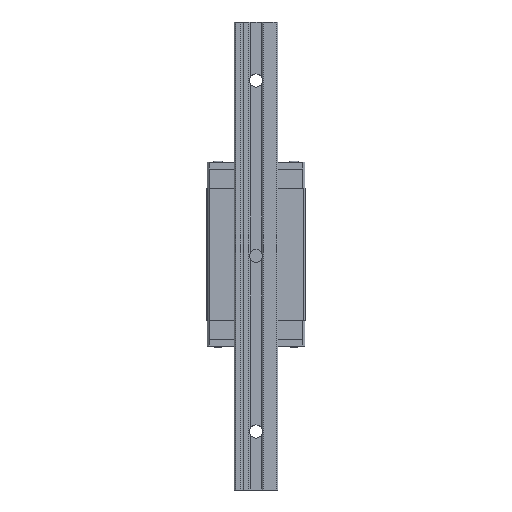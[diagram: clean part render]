
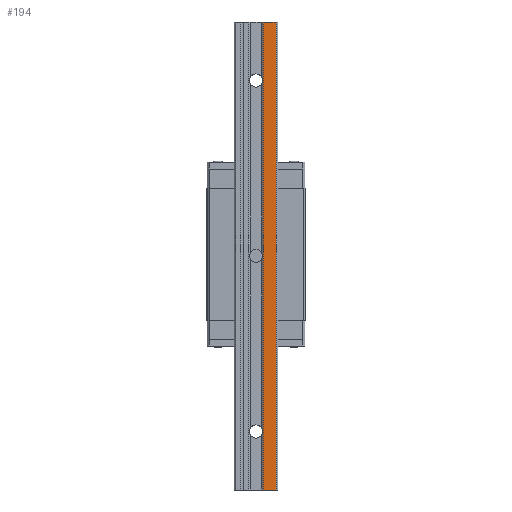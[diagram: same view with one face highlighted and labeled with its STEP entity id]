
A CAD part, front view. The second image highlights one B-rep face of the part: STEP entity #194.
In plain terms, the highlighted planar face has unit normal (0, -1, 0).
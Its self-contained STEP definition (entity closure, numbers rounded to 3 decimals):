
#19 = CARTESIAN_POINT ( 'NONE',  ( 10., 0., -160. ) ) ;
#194 = ADVANCED_FACE ( 'NONE', ( #4804 ), #1128, .T. ) ;
#250 = EDGE_LOOP ( 'NONE', ( #3255, #3127, #5338, #1773 ) ) ;
#762 = CARTESIAN_POINT ( 'NONE',  ( 14.4, 0., -160. ) ) ;
#794 = LINE ( 'NONE', #19, #2496 ) ;
#948 = CARTESIAN_POINT ( 'NONE',  ( 10., 0., 0. ) ) ;
#1128 = PLANE ( 'NONE',  #5974 ) ;
#1534 = LINE ( 'NONE', #762, #4801 ) ;
#1773 = ORIENTED_EDGE ( 'NONE', *, *, #3985, .T. ) ;
#1959 = DIRECTION ( 'NONE',  ( 1., 0., 0. ) ) ;
#2091 = VECTOR ( 'NONE', #5307, 1000. ) ;
#2496 = VECTOR ( 'NONE', #6916, 1000. ) ;
#2505 = CARTESIAN_POINT ( 'NONE',  ( 14.4, 0., 0. ) ) ;
#2748 = CARTESIAN_POINT ( 'NONE',  ( 10., 0., 0. ) ) ;
#2829 = EDGE_CURVE ( 'NONE', #3960, #6426, #3542, .T. ) ;
#3127 = ORIENTED_EDGE ( 'NONE', *, *, #4557, .F. ) ;
#3255 = ORIENTED_EDGE ( 'NONE', *, *, #2829, .F. ) ;
#3542 = LINE ( 'NONE', #2748, #7580 ) ;
#3960 = VERTEX_POINT ( 'NONE', #948 ) ;
#3985 = EDGE_CURVE ( 'NONE', #6688, #6426, #1534, .T. ) ;
#4557 = EDGE_CURVE ( 'NONE', #6246, #3960, #794, .T. ) ;
#4801 = VECTOR ( 'NONE', #7654, 1000. ) ;
#4804 = FACE_OUTER_BOUND ( 'NONE', #250, .T. ) ;
#5307 = DIRECTION ( 'NONE',  ( 1., 0., 0. ) ) ;
#5338 = ORIENTED_EDGE ( 'NONE', *, *, #6923, .T. ) ;
#5405 = CARTESIAN_POINT ( 'NONE',  ( 14.4, 0., -160. ) ) ;
#5412 = CARTESIAN_POINT ( 'NONE',  ( 10., 0., -160. ) ) ;
#5669 = DIRECTION ( 'NONE',  ( 0., 0., -1. ) ) ;
#5974 = AXIS2_PLACEMENT_3D ( 'NONE', #7242, #6480, #5669 ) ;
#6103 = CARTESIAN_POINT ( 'NONE',  ( 10., 0., -160. ) ) ;
#6246 = VERTEX_POINT ( 'NONE', #5412 ) ;
#6426 = VERTEX_POINT ( 'NONE', #2505 ) ;
#6480 = DIRECTION ( 'NONE',  ( 0., -1., 0. ) ) ;
#6688 = VERTEX_POINT ( 'NONE', #5405 ) ;
#6875 = LINE ( 'NONE', #6103, #2091 ) ;
#6916 = DIRECTION ( 'NONE',  ( 0., 0., 1. ) ) ;
#6923 = EDGE_CURVE ( 'NONE', #6246, #6688, #6875, .T. ) ;
#7242 = CARTESIAN_POINT ( 'NONE',  ( 10., 0., -160. ) ) ;
#7580 = VECTOR ( 'NONE', #1959, 1000. ) ;
#7654 = DIRECTION ( 'NONE',  ( 0., 0., 1. ) ) ;
